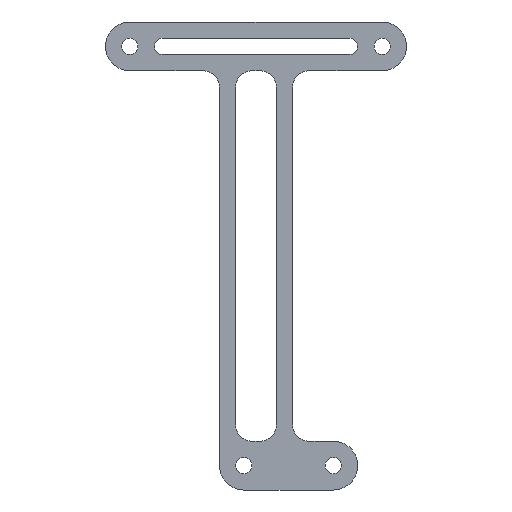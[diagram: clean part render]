
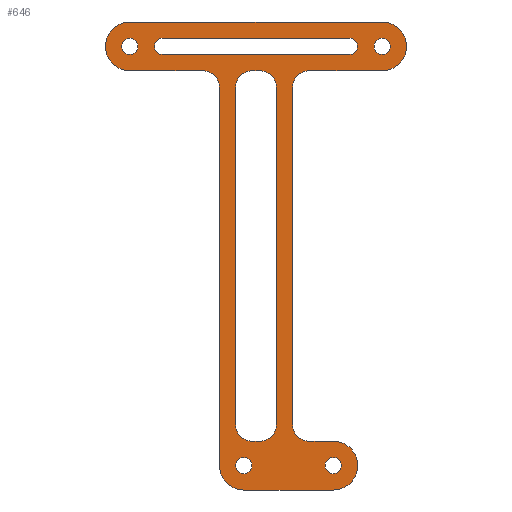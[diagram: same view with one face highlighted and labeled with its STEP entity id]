
A CAD part, left-side view. The second image highlights one B-rep face of the part: STEP entity #646.
In plain terms, the highlighted planar face has unit normal (-1, 0, 0).
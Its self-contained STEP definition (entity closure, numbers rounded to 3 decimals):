
#25=FACE_BOUND('',#116,.T.);
#26=FACE_BOUND('',#117,.T.);
#27=FACE_BOUND('',#118,.T.);
#28=FACE_BOUND('',#119,.T.);
#29=FACE_BOUND('',#120,.T.);
#30=FACE_BOUND('',#121,.T.);
#45=PLANE('',#727);
#77=FACE_OUTER_BOUND('',#115,.T.);
#115=EDGE_LOOP('',(#568,#569,#570,#571,#572,#573,#574,#575,#576,#577,#578,
#579,#580,#581));
#116=EDGE_LOOP('',(#582));
#117=EDGE_LOOP('',(#583));
#118=EDGE_LOOP('',(#584));
#119=EDGE_LOOP('',(#585));
#120=EDGE_LOOP('',(#586,#587,#588,#589,#590,#591,#592,#593));
#121=EDGE_LOOP('',(#594,#595,#596,#597));
#128=LINE('',#960,#184);
#134=LINE('',#975,#190);
#138=LINE('',#987,#194);
#141=LINE('',#996,#197);
#144=LINE('',#1008,#200);
#150=LINE('',#1023,#206);
#153=LINE('',#1035,#209);
#157=LINE('',#1044,#213);
#163=LINE('',#1059,#219);
#166=LINE('',#1074,#222);
#171=LINE('',#1086,#227);
#173=LINE('',#1095,#229);
#177=LINE('',#1104,#233);
#184=VECTOR('',#771,10.);
#190=VECTOR('',#785,10.);
#194=VECTOR('',#797,10.);
#197=VECTOR('',#808,10.);
#200=VECTOR('',#819,10.);
#206=VECTOR('',#833,10.);
#209=VECTOR('',#844,10.);
#213=VECTOR('',#850,10.);
#219=VECTOR('',#864,10.);
#222=VECTOR('',#881,10.);
#227=VECTOR('',#894,10.);
#229=VECTOR('',#904,10.);
#233=VECTOR('',#916,10.);
#234=CIRCLE('',#663,1.);
#236=CIRCLE('',#666,1.);
#238=CIRCLE('',#669,1.);
#240=CIRCLE('',#672,1.);
#242=CIRCLE('',#675,2.);
#244=CIRCLE('',#679,2.);
#246=CIRCLE('',#683,2.);
#248=CIRCLE('',#687,2.);
#250=CIRCLE('',#691,2.);
#252=CIRCLE('',#695,2.);
#254=CIRCLE('',#699,2.);
#256=CIRCLE('',#704,1.);
#258=CIRCLE('',#708,1.);
#260=CIRCLE('',#711,3.);
#262=CIRCLE('',#715,3.);
#264=CIRCLE('',#719,3.);
#266=CIRCLE('',#723,3.);
#268=VERTEX_POINT('',#926);
#270=VERTEX_POINT('',#932);
#272=VERTEX_POINT('',#938);
#274=VERTEX_POINT('',#944);
#276=VERTEX_POINT('',#950);
#277=VERTEX_POINT('',#951);
#280=VERTEX_POINT('',#959);
#282=VERTEX_POINT('',#965);
#283=VERTEX_POINT('',#966);
#286=VERTEX_POINT('',#977);
#287=VERTEX_POINT('',#978);
#290=VERTEX_POINT('',#989);
#292=VERTEX_POINT('',#998);
#293=VERTEX_POINT('',#999);
#296=VERTEX_POINT('',#1007);
#298=VERTEX_POINT('',#1013);
#299=VERTEX_POINT('',#1014);
#302=VERTEX_POINT('',#1025);
#303=VERTEX_POINT('',#1026);
#306=VERTEX_POINT('',#1034);
#308=VERTEX_POINT('',#1040);
#310=VERTEX_POINT('',#1043);
#312=VERTEX_POINT('',#1049);
#315=VERTEX_POINT('',#1057);
#316=VERTEX_POINT('',#1064);
#318=VERTEX_POINT('',#1067);
#320=VERTEX_POINT('',#1073);
#323=VERTEX_POINT('',#1084);
#324=VERTEX_POINT('',#1088);
#326=VERTEX_POINT('',#1094);
#328=EDGE_CURVE('',#268,#268,#234,.T.);
#331=EDGE_CURVE('',#270,#270,#236,.T.);
#334=EDGE_CURVE('',#272,#272,#238,.T.);
#337=EDGE_CURVE('',#274,#274,#240,.T.);
#340=EDGE_CURVE('',#276,#277,#242,.T.);
#344=EDGE_CURVE('',#277,#280,#128,.T.);
#347=EDGE_CURVE('',#282,#283,#244,.T.);
#352=EDGE_CURVE('',#283,#276,#134,.T.);
#353=EDGE_CURVE('',#286,#287,#246,.T.);
#358=EDGE_CURVE('',#287,#282,#138,.T.);
#359=EDGE_CURVE('',#280,#290,#248,.T.);
#363=EDGE_CURVE('',#290,#286,#141,.T.);
#364=EDGE_CURVE('',#292,#293,#250,.T.);
#368=EDGE_CURVE('',#296,#293,#144,.T.);
#371=EDGE_CURVE('',#298,#299,#252,.T.);
#376=EDGE_CURVE('',#292,#299,#150,.T.);
#377=EDGE_CURVE('',#302,#303,#254,.T.);
#381=EDGE_CURVE('',#306,#303,#153,.T.);
#385=EDGE_CURVE('',#308,#310,#157,.T.);
#388=EDGE_CURVE('',#312,#308,#256,.T.);
#393=EDGE_CURVE('',#315,#312,#163,.T.);
#394=EDGE_CURVE('',#310,#315,#258,.T.);
#397=EDGE_CURVE('',#316,#318,#260,.T.);
#400=EDGE_CURVE('',#320,#316,#166,.T.);
#403=EDGE_CURVE('',#306,#320,#262,.T.);
#407=EDGE_CURVE('',#302,#323,#171,.T.);
#408=EDGE_CURVE('',#324,#323,#264,.T.);
#411=EDGE_CURVE('',#324,#326,#173,.T.);
#414=EDGE_CURVE('',#296,#326,#266,.T.);
#417=EDGE_CURVE('',#298,#318,#177,.T.);
#568=ORIENTED_EDGE('',*,*,#400,.F.);
#569=ORIENTED_EDGE('',*,*,#403,.F.);
#570=ORIENTED_EDGE('',*,*,#381,.T.);
#571=ORIENTED_EDGE('',*,*,#377,.F.);
#572=ORIENTED_EDGE('',*,*,#407,.T.);
#573=ORIENTED_EDGE('',*,*,#408,.F.);
#574=ORIENTED_EDGE('',*,*,#411,.T.);
#575=ORIENTED_EDGE('',*,*,#414,.F.);
#576=ORIENTED_EDGE('',*,*,#368,.T.);
#577=ORIENTED_EDGE('',*,*,#364,.F.);
#578=ORIENTED_EDGE('',*,*,#376,.T.);
#579=ORIENTED_EDGE('',*,*,#371,.F.);
#580=ORIENTED_EDGE('',*,*,#417,.T.);
#581=ORIENTED_EDGE('',*,*,#397,.F.);
#582=ORIENTED_EDGE('',*,*,#328,.T.);
#583=ORIENTED_EDGE('',*,*,#331,.T.);
#584=ORIENTED_EDGE('',*,*,#334,.T.);
#585=ORIENTED_EDGE('',*,*,#337,.T.);
#586=ORIENTED_EDGE('',*,*,#347,.F.);
#587=ORIENTED_EDGE('',*,*,#358,.F.);
#588=ORIENTED_EDGE('',*,*,#353,.F.);
#589=ORIENTED_EDGE('',*,*,#363,.F.);
#590=ORIENTED_EDGE('',*,*,#359,.F.);
#591=ORIENTED_EDGE('',*,*,#344,.F.);
#592=ORIENTED_EDGE('',*,*,#340,.F.);
#593=ORIENTED_EDGE('',*,*,#352,.F.);
#594=ORIENTED_EDGE('',*,*,#388,.F.);
#595=ORIENTED_EDGE('',*,*,#393,.F.);
#596=ORIENTED_EDGE('',*,*,#394,.F.);
#597=ORIENTED_EDGE('',*,*,#385,.F.);
#646=ADVANCED_FACE('',(#77,#25,#26,#27,#28,#29,#30),#45,.F.);
#663=AXIS2_PLACEMENT_3D('',#927,#735,#736);
#666=AXIS2_PLACEMENT_3D('',#933,#742,#743);
#669=AXIS2_PLACEMENT_3D('',#939,#749,#750);
#672=AXIS2_PLACEMENT_3D('',#945,#756,#757);
#675=AXIS2_PLACEMENT_3D('',#952,#763,#764);
#679=AXIS2_PLACEMENT_3D('',#967,#776,#777);
#683=AXIS2_PLACEMENT_3D('',#979,#788,#789);
#687=AXIS2_PLACEMENT_3D('',#990,#800,#801);
#691=AXIS2_PLACEMENT_3D('',#1000,#811,#812);
#695=AXIS2_PLACEMENT_3D('',#1015,#824,#825);
#699=AXIS2_PLACEMENT_3D('',#1027,#836,#837);
#704=AXIS2_PLACEMENT_3D('',#1050,#855,#856);
#708=AXIS2_PLACEMENT_3D('',#1061,#867,#868);
#711=AXIS2_PLACEMENT_3D('',#1068,#874,#875);
#715=AXIS2_PLACEMENT_3D('',#1079,#886,#887);
#719=AXIS2_PLACEMENT_3D('',#1089,#897,#898);
#723=AXIS2_PLACEMENT_3D('',#1100,#909,#910);
#727=AXIS2_PLACEMENT_3D('',#1106,#919,#920);
#735=DIRECTION('center_axis',(1.,0.,0.));
#736=DIRECTION('ref_axis',(0.,-1.,0.));
#742=DIRECTION('center_axis',(1.,0.,0.));
#743=DIRECTION('ref_axis',(0.,-1.,0.));
#749=DIRECTION('center_axis',(1.,0.,0.));
#750=DIRECTION('ref_axis',(0.,-1.,0.));
#756=DIRECTION('center_axis',(1.,0.,0.));
#757=DIRECTION('ref_axis',(0.,-1.,0.));
#763=DIRECTION('center_axis',(-1.,0.,0.));
#764=DIRECTION('ref_axis',(0.,-0.707,-0.707));
#771=DIRECTION('',(0.,0.,1.));
#776=DIRECTION('center_axis',(-1.,0.,0.));
#777=DIRECTION('ref_axis',(0.,0.707,-0.707));
#785=DIRECTION('',(0.,-1.,0.));
#788=DIRECTION('center_axis',(-1.,0.,0.));
#789=DIRECTION('ref_axis',(0.,0.707,0.707));
#797=DIRECTION('',(0.,0.,-1.));
#800=DIRECTION('center_axis',(-1.,0.,0.));
#801=DIRECTION('ref_axis',(0.,-0.707,0.707));
#808=DIRECTION('',(0.,1.,0.));
#811=DIRECTION('center_axis',(-1.,0.,0.));
#812=DIRECTION('ref_axis',(0.,0.707,-0.707));
#819=DIRECTION('',(0.,1.,0.));
#824=DIRECTION('center_axis',(-1.,0.,0.));
#825=DIRECTION('ref_axis',(0.,0.707,0.707));
#833=DIRECTION('',(0.,0.,1.));
#836=DIRECTION('center_axis',(-1.,0.,0.));
#837=DIRECTION('ref_axis',(0.,-0.707,0.707));
#844=DIRECTION('',(0.,-1.,0.));
#850=DIRECTION('',(0.,1.,0.));
#855=DIRECTION('center_axis',(-1.,0.,0.));
#856=DIRECTION('ref_axis',(0.,-0.707,-0.707));
#864=DIRECTION('',(0.,-1.,0.));
#867=DIRECTION('center_axis',(-1.,0.,0.));
#868=DIRECTION('ref_axis',(0.,0.707,0.707));
#874=DIRECTION('center_axis',(1.,0.,0.));
#875=DIRECTION('ref_axis',(0.,0.,-1.));
#881=DIRECTION('',(0.,-1.,0.));
#886=DIRECTION('center_axis',(1.,0.,0.));
#887=DIRECTION('ref_axis',(0.,0.,-1.));
#894=DIRECTION('',(0.,0.,-1.));
#897=DIRECTION('center_axis',(1.,0.,0.));
#898=DIRECTION('ref_axis',(0.,0.,-1.));
#904=DIRECTION('',(0.,-1.,0.));
#909=DIRECTION('center_axis',(1.,0.,0.));
#910=DIRECTION('ref_axis',(0.,0.,-1.));
#916=DIRECTION('',(0.,-1.,0.));
#919=DIRECTION('center_axis',(1.,0.,0.));
#920=DIRECTION('ref_axis',(0.,0.,-1.));
#926=CARTESIAN_POINT('',(0.,-43.,-51.5));
#927=CARTESIAN_POINT('Origin',(0.,-44.,-51.5));
#932=CARTESIAN_POINT('',(0.,-18.,0.));
#933=CARTESIAN_POINT('Origin',(0.,-19.,0.));
#938=CARTESIAN_POINT('',(0.,-49.,0.));
#939=CARTESIAN_POINT('Origin',(0.,-50.,0.));
#944=CARTESIAN_POINT('',(0.,-32.,-51.5));
#945=CARTESIAN_POINT('Origin',(0.,-33.,-51.5));
#950=CARTESIAN_POINT('',(0.,-35.,-48.5));
#951=CARTESIAN_POINT('',(0.,-37.,-46.5));
#952=CARTESIAN_POINT('Origin',(0.,-35.,-46.5));
#959=CARTESIAN_POINT('',(0.,-37.,-5.));
#960=CARTESIAN_POINT('',(0.,-37.,-48.5));
#965=CARTESIAN_POINT('',(0.,-32.,-46.5));
#966=CARTESIAN_POINT('',(0.,-34.,-48.5));
#967=CARTESIAN_POINT('Origin',(0.,-34.,-46.5));
#975=CARTESIAN_POINT('',(0.,-30.,-48.5));
#977=CARTESIAN_POINT('',(0.,-34.,-3.));
#978=CARTESIAN_POINT('',(0.,-32.,-5.));
#979=CARTESIAN_POINT('Origin',(0.,-34.,-5.));
#987=CARTESIAN_POINT('',(0.,-32.,-48.5));
#989=CARTESIAN_POINT('',(0.,-35.,-3.));
#990=CARTESIAN_POINT('Origin',(0.,-35.,-5.));
#996=CARTESIAN_POINT('',(0.,-39.,-3.));
#998=CARTESIAN_POINT('',(0.,-39.,-46.5));
#999=CARTESIAN_POINT('',(0.,-41.,-48.5));
#1000=CARTESIAN_POINT('Origin',(0.,-41.,-46.5));
#1007=CARTESIAN_POINT('',(0.,-44.,-48.5));
#1008=CARTESIAN_POINT('',(0.,-47.,-48.5));
#1013=CARTESIAN_POINT('',(0.,-41.,-3.));
#1014=CARTESIAN_POINT('',(0.,-39.,-5.));
#1015=CARTESIAN_POINT('Origin',(0.,-41.,-5.));
#1023=CARTESIAN_POINT('',(0.,-39.,-48.5));
#1025=CARTESIAN_POINT('',(0.,-30.,-5.));
#1026=CARTESIAN_POINT('',(0.,-28.,-3.));
#1027=CARTESIAN_POINT('Origin',(0.,-28.,-5.));
#1034=CARTESIAN_POINT('',(0.,-19.,-3.));
#1035=CARTESIAN_POINT('',(0.,-19.,-3.));
#1040=CARTESIAN_POINT('',(0.,-46.,1.));
#1043=CARTESIAN_POINT('',(0.,-23.,1.));
#1044=CARTESIAN_POINT('',(0.,-47.,1.));
#1049=CARTESIAN_POINT('',(0.,-46.,-1.));
#1050=CARTESIAN_POINT('Origin',(0.,-46.,0.));
#1057=CARTESIAN_POINT('',(0.,-23.,-1.));
#1059=CARTESIAN_POINT('',(0.,-22.,-1.));
#1061=CARTESIAN_POINT('Origin',(0.,-23.,0.));
#1064=CARTESIAN_POINT('',(0.,-50.,3.));
#1067=CARTESIAN_POINT('',(0.,-50.,-3.));
#1068=CARTESIAN_POINT('Origin',(0.,-50.,0.));
#1073=CARTESIAN_POINT('',(0.,-19.,3.));
#1074=CARTESIAN_POINT('',(0.,-19.,3.));
#1079=CARTESIAN_POINT('Origin',(0.,-19.,0.));
#1084=CARTESIAN_POINT('',(0.,-30.,-51.5));
#1086=CARTESIAN_POINT('',(0.,-30.,-48.5));
#1088=CARTESIAN_POINT('',(0.,-33.,-54.5));
#1089=CARTESIAN_POINT('Origin',(0.,-33.,-51.5));
#1094=CARTESIAN_POINT('',(0.,-44.,-54.5));
#1095=CARTESIAN_POINT('',(0.,-33.,-54.5));
#1100=CARTESIAN_POINT('Origin',(0.,-44.,-51.5));
#1104=CARTESIAN_POINT('',(0.,-39.,-3.));
#1106=CARTESIAN_POINT('Origin',(0.,-34.5,-25.75));
